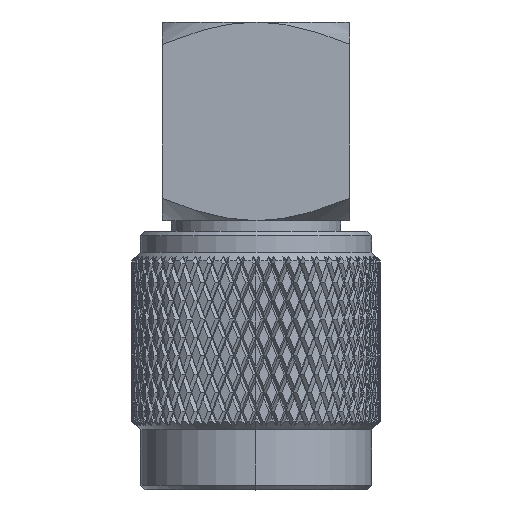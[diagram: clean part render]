
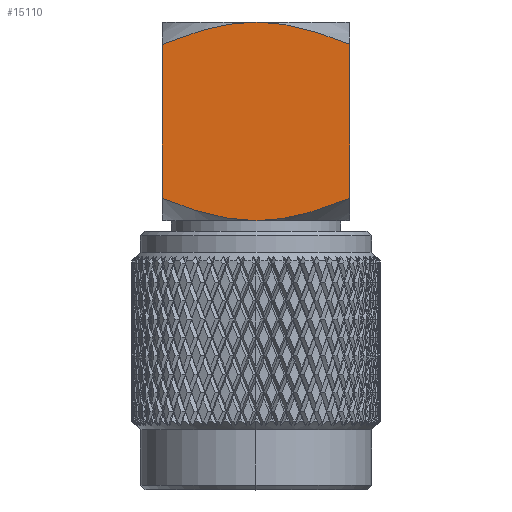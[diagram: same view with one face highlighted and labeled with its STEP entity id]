
A CAD part, top view. The second image highlights one B-rep face of the part: STEP entity #15110.
In plain terms, the highlighted face is planar.
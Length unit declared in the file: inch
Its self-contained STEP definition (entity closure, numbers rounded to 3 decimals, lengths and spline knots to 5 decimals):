
#1426 = ORIENTED_EDGE ( 'NONE', *, *, #19727, .T. ) ;
#3160 = CARTESIAN_POINT ( 'NONE',  ( -0.215, 0.22835, 0. ) ) ;
#4044 = ORIENTED_EDGE ( 'NONE', *, *, #72587, .F. ) ;
#4296 = CARTESIAN_POINT ( 'NONE',  ( -0.215, -0.22835, 0.215 ) ) ;
#8016 = CARTESIAN_POINT ( 'NONE',  ( -0.215, 0.22835, 0. ) ) ;
#8338 = ORIENTED_EDGE ( 'NONE', *, *, #36586, .F. ) ;
#10635 = CARTESIAN_POINT ( 'NONE',  ( -0.215, -0.19094, -0.18067 ) ) ;
#12959 = CARTESIAN_POINT ( 'NONE',  ( -0.215, 0.22691, -0.03725 ) ) ;
#15110 = ADVANCED_FACE ( 'NONE', ( #88406 ), #98384, .F. ) ;
#15486 = VERTEX_POINT ( 'NONE', #82292 ) ;
#16321 = B_SPLINE_CURVE_WITH_KNOTS ( 'NONE', 3,
 ( #68892, #43943, #18976, #52815, #45034, #20069, #10635, #53913 ),
 .UNSPECIFIED., .F., .F.,
 ( 4, 2, 2, 4 ),
 ( 0.01983, 0.02123, 0.02262, 0.02542 ),
 .UNSPECIFIED. ) ;
#18976 = CARTESIAN_POINT ( 'NONE',  ( -0.215, -0.22691, -0.03725 ) ) ;
#19727 = EDGE_CURVE ( 'NONE', #50559, #15486, #45713, .T. ) ;
#20069 = CARTESIAN_POINT ( 'NONE',  ( -0.215, -0.2037, -0.14559 ) ) ;
#20179 = CARTESIAN_POINT ( 'NONE',  ( -0.215, 0.22835, -0.01849 ) ) ;
#21268 = DIRECTION ( 'NONE',  ( 1., 0., 0. ) ) ;
#21281 = CARTESIAN_POINT ( 'NONE',  ( -0.215, 0.22162, -0.07391 ) ) ;
#21531 = ORIENTED_EDGE ( 'NONE', *, *, #68650, .F. ) ;
#21542 = DIRECTION ( 'NONE',  ( 0., -1., 0. ) ) ;
#22190 = VERTEX_POINT ( 'NONE', #57908 ) ;
#23941 = B_SPLINE_CURVE_WITH_KNOTS ( 'NONE', 3,
 ( #91088, #40019, #98849, #33353, #82204, #57215, #32269, #66072 ),
 .UNSPECIFIED., .F., .F.,
 ( 4, 2, 2, 4 ),
 ( 0.01418, 0.0156, 0.01701, 0.01983 ),
 .UNSPECIFIED. ) ;
#25539 = CARTESIAN_POINT ( 'NONE',  ( -0.215, 0.17693, 0.215 ) ) ;
#26218 = EDGE_CURVE ( 'NONE', #85939, #29917, #52432, .T. ) ;
#28197 = CARTESIAN_POINT ( 'NONE',  ( -0.215, 0.22256, 0.07369 ) ) ;
#29073 = DIRECTION ( 'NONE',  ( 0., -1., 0. ) ) ;
#29105 = ORIENTED_EDGE ( 'NONE', *, *, #26218, .F. ) ;
#29917 = VERTEX_POINT ( 'NONE', #25539 ) ;
#31017 = EDGE_CURVE ( 'NONE', #22190, #33443, #23941, .T. ) ;
#32269 = CARTESIAN_POINT ( 'NONE',  ( -0.215, -0.22835, 0.0373 ) ) ;
#33353 = CARTESIAN_POINT ( 'NONE',  ( -0.215, -0.2029, 0.14522 ) ) ;
#33443 = VERTEX_POINT ( 'NONE', #98877 ) ;
#35985 = CARTESIAN_POINT ( 'NONE',  ( -0.215, 0.17693, 0.215 ) ) ;
#36586 = EDGE_CURVE ( 'NONE', #33443, #15486, #16321, .T. ) ;
#36843 = CARTESIAN_POINT ( 'NONE',  ( -0.215, 0.2037, -0.14559 ) ) ;
#37082 = CARTESIAN_POINT ( 'NONE',  ( -0.215, 0.22835, 0.0373 ) ) ;
#37549 = VECTOR ( 'NONE', #29073, 39.37008 ) ;
#37926 = CARTESIAN_POINT ( 'NONE',  ( -0.215, 0.17693, -0.215 ) ) ;
#40019 = CARTESIAN_POINT ( 'NONE',  ( -0.215, -0.18395, 0.19781 ) ) ;
#42562 = ORIENTED_EDGE ( 'NONE', *, *, #31017, .F. ) ;
#43943 = CARTESIAN_POINT ( 'NONE',  ( -0.215, -0.22835, -0.01849 ) ) ;
#45034 = CARTESIAN_POINT ( 'NONE',  ( -0.215, -0.21778, -0.09197 ) ) ;
#45713 = LINE ( 'NONE', #70113, #37549 ) ;
#46230 = DIRECTION ( 'NONE',  ( 0., 0., -1. ) ) ;
#46798 = CARTESIAN_POINT ( 'NONE',  ( -0.215, 0.21778, -0.09197 ) ) ;
#50559 = VERTEX_POINT ( 'NONE', #64358 ) ;
#52432 = B_SPLINE_CURVE_WITH_KNOTS ( 'NONE', 3,
 ( #3160, #37082, #28197, #95892, #53733, #70881, #103143, #35985 ),
 .UNSPECIFIED., .F., .F.,
 ( 4, 2, 2, 4 ),
 ( 0.01173, 0.01457, 0.016, 0.01742 ),
 .UNSPECIFIED. ) ;
#52815 = CARTESIAN_POINT ( 'NONE',  ( -0.215, -0.22162, -0.07391 ) ) ;
#53733 = CARTESIAN_POINT ( 'NONE',  ( -0.215, 0.2029, 0.14522 ) ) ;
#53913 = CARTESIAN_POINT ( 'NONE',  ( -0.215, -0.17693, -0.215 ) ) ;
#57215 = CARTESIAN_POINT ( 'NONE',  ( -0.215, -0.22256, 0.07369 ) ) ;
#57908 = CARTESIAN_POINT ( 'NONE',  ( -0.215, -0.17693, 0.215 ) ) ;
#64358 = CARTESIAN_POINT ( 'NONE',  ( -0.215, 0.17693, -0.215 ) ) ;
#65350 = EDGE_LOOP ( 'NONE', ( #42562, #21531, #29105, #4044, #1426, #8338 ) ) ;
#66072 = CARTESIAN_POINT ( 'NONE',  ( -0.215, -0.22835, 0. ) ) ;
#68650 = EDGE_CURVE ( 'NONE', #29917, #22190, #74097, .T. ) ;
#68892 = CARTESIAN_POINT ( 'NONE',  ( -0.215, -0.22835, 0. ) ) ;
#70113 = CARTESIAN_POINT ( 'NONE',  ( -0.215, -0.22835, -0.215 ) ) ;
#70881 = CARTESIAN_POINT ( 'NONE',  ( -0.215, 0.19062, 0.18046 ) ) ;
#71735 = CARTESIAN_POINT ( 'NONE',  ( -0.215, 0.19094, -0.18067 ) ) ;
#72587 = EDGE_CURVE ( 'NONE', #50559, #85939, #79228, .T. ) ;
#74097 = LINE ( 'NONE', #4296, #102774 ) ;
#79228 = B_SPLINE_CURVE_WITH_KNOTS ( 'NONE', 3,
 ( #37926, #71735, #36843, #46798, #21281, #12959, #20179, #98397 ),
 .UNSPECIFIED., .F., .F.,
 ( 4, 2, 2, 4 ),
 ( 0.00608, 0.0089, 0.01031, 0.01173 ),
 .UNSPECIFIED. ) ;
#80632 = CARTESIAN_POINT ( 'NONE',  ( -0.215, -0.22835, 0.215 ) ) ;
#82204 = CARTESIAN_POINT ( 'NONE',  ( -0.215, -0.20848, 0.12741 ) ) ;
#82292 = CARTESIAN_POINT ( 'NONE',  ( -0.215, -0.17693, -0.215 ) ) ;
#85939 = VERTEX_POINT ( 'NONE', #8016 ) ;
#88406 = FACE_OUTER_BOUND ( 'NONE', #65350, .T. ) ;
#91088 = CARTESIAN_POINT ( 'NONE',  ( -0.215, -0.17693, 0.215 ) ) ;
#95892 = CARTESIAN_POINT ( 'NONE',  ( -0.215, 0.20848, 0.12741 ) ) ;
#98384 = PLANE ( 'NONE',  #105055 ) ;
#98397 = CARTESIAN_POINT ( 'NONE',  ( -0.215, 0.22835, 0. ) ) ;
#98849 = CARTESIAN_POINT ( 'NONE',  ( -0.215, -0.19062, 0.18046 ) ) ;
#98877 = CARTESIAN_POINT ( 'NONE',  ( -0.215, -0.22835, 0. ) ) ;
#102774 = VECTOR ( 'NONE', #21542, 39.37008 ) ;
#103143 = CARTESIAN_POINT ( 'NONE',  ( -0.215, 0.18395, 0.19781 ) ) ;
#105055 = AXIS2_PLACEMENT_3D ( 'NONE', #80632, #21268, #46230 ) ;
